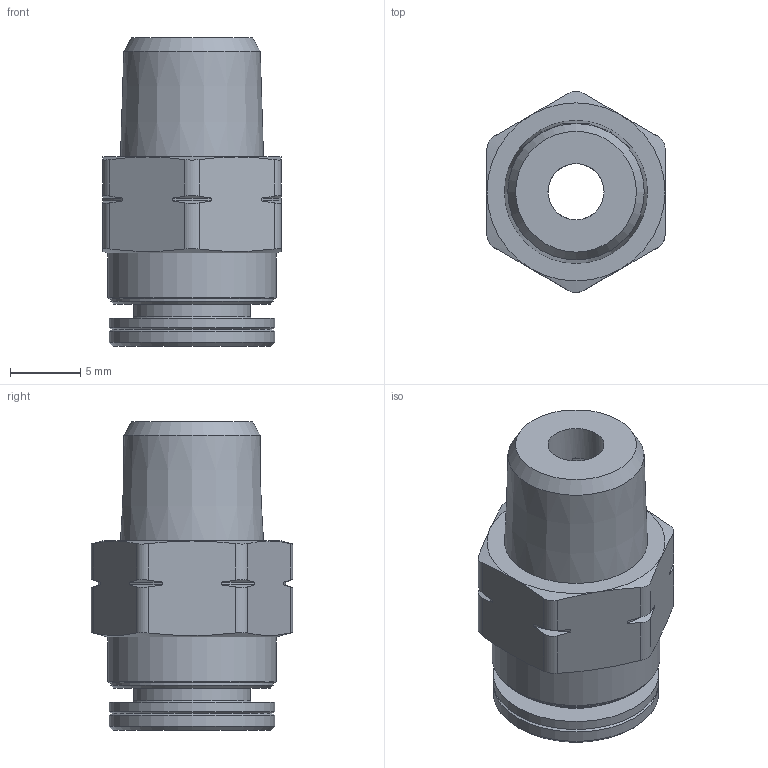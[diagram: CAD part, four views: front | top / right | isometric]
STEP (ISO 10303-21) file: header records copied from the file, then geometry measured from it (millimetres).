
FILE_DESCRIPTION(/* description */ ('STEP AP214'),/* implementation_level */ '2;1');
FILE_NAME(/* name */ '565319_CRQS-1_8-1_4-U',/* time_stamp */ '2024-08-08T20:11:06+02:00',/* author */ ('License CC BY-ND 4.0'),/* organization */ ('CADENAS'),/* preprocessor_version */ 'ST-DEVELOPER v19.3',/* originating_system */ 'PARTsolutions',/* authorisation */ ' ');
FILE_SCHEMA (('AUTOMOTIVE_DESIGN {1 0 10303 214 3 1 1}'));
Length unit declared in the file: millimetre
Products named in the file (1): 565319 CRQS-1/8-1/4-U
Bounding box: 12.7 x 14.35 x 22 mm (x, y, z)
Volume: 1692.6 mm3; surface area: 1526.6 mm2
Topology: 1 solids, 1 shells, 84 faces, 215 edges, 138 vertices
Faces by surface type: plane 31, cone 27, cylinder 25, torus 1
Full cylindrical faces by diameter (mm): 4 x1, 6.35 x1, 8.35 x1, 11.6 x1, 11.8 x2, 12 x1
Entity records: 2522 total; most frequent: CARTESIAN_POINT 617, ORIENTED_EDGE 392, DIRECTION 352, EDGE_CURVE 196, AXIS2_PLACEMENT_3D 137, VERTEX_POINT 136, EDGE_LOOP 108, FACE_BOUND 108
